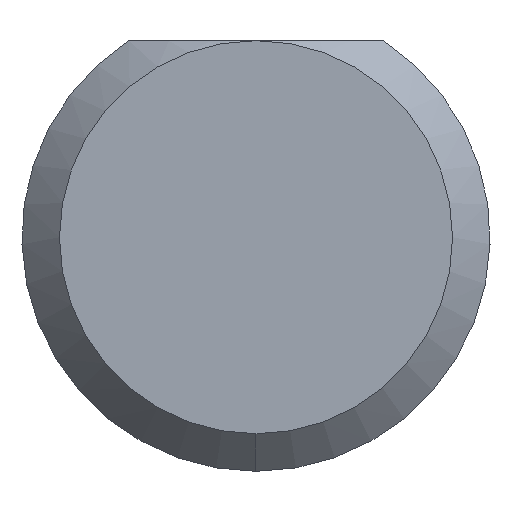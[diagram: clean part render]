
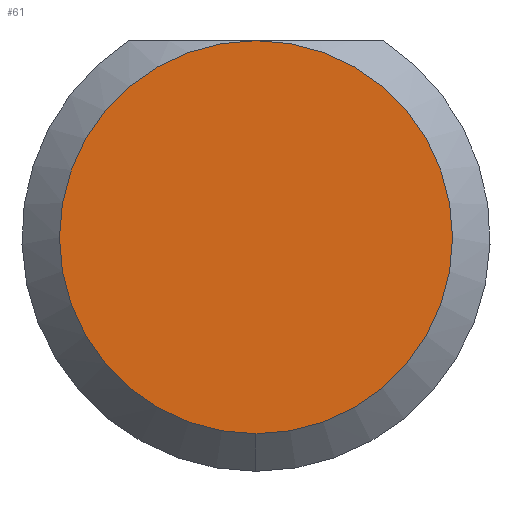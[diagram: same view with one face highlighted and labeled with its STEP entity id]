
A CAD part, left-side view. The second image highlights one B-rep face of the part: STEP entity #61.
In plain terms, the highlighted planar face has unit normal (-1, 0, 0).
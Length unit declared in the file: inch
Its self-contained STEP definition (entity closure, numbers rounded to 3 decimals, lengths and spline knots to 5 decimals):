
#10 = CARTESIAN_POINT ( 'NONE',  ( 0., 0., -0.05235 ) ) ;
#27 = CARTESIAN_POINT ( 'NONE',  ( 0., 0., 0. ) ) ;
#38 = DIRECTION ( 'NONE',  ( 0., 0., -1. ) ) ;
#61 = ADVANCED_FACE ( 'NONE', ( #132 ), #325, .F. ) ;
#77 = DIRECTION ( 'NONE',  ( 1., 0., 0. ) ) ;
#89 = CIRCLE ( 'NONE', #432, 0.05235 ) ;
#100 = ORIENTED_EDGE ( 'NONE', *, *, #237, .T. ) ;
#113 = EDGE_CURVE ( 'NONE', #635, #405, #202, .T. ) ;
#132 = FACE_OUTER_BOUND ( 'NONE', #444, .T. ) ;
#178 = DIRECTION ( 'NONE',  ( 0., 0., -1. ) ) ;
#202 = CIRCLE ( 'NONE', #278, 0.05235 ) ;
#237 = EDGE_CURVE ( 'NONE', #405, #635, #89, .T. ) ;
#278 = AXIS2_PLACEMENT_3D ( 'NONE', #27, #410, #178 ) ;
#311 = DIRECTION ( 'NONE',  ( -1., 0., 0. ) ) ;
#325 = PLANE ( 'NONE',  #470 ) ;
#372 = CARTESIAN_POINT ( 'NONE',  ( 0., 0., 0. ) ) ;
#395 = ORIENTED_EDGE ( 'NONE', *, *, #113, .T. ) ;
#405 = VERTEX_POINT ( 'NONE', #10 ) ;
#410 = DIRECTION ( 'NONE',  ( -1., 0., 0. ) ) ;
#432 = AXIS2_PLACEMENT_3D ( 'NONE', #592, #311, #38 ) ;
#444 = EDGE_LOOP ( 'NONE', ( #395, #100 ) ) ;
#470 = AXIS2_PLACEMENT_3D ( 'NONE', #372, #77, #488 ) ;
#488 = DIRECTION ( 'NONE',  ( 0., 0., -1. ) ) ;
#549 = CARTESIAN_POINT ( 'NONE',  ( 0., 0., 0.05235 ) ) ;
#592 = CARTESIAN_POINT ( 'NONE',  ( 0., 0., 0. ) ) ;
#635 = VERTEX_POINT ( 'NONE', #549 ) ;
